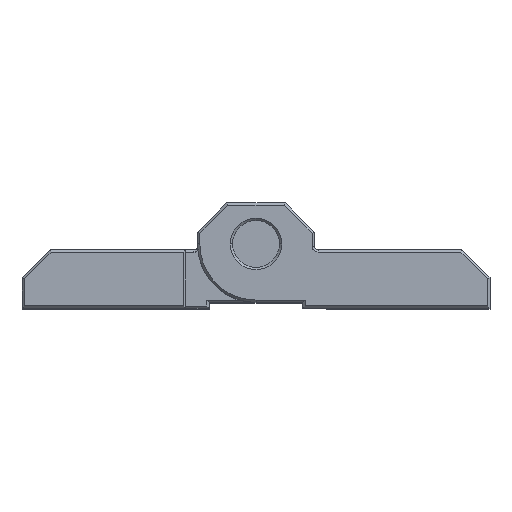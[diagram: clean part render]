
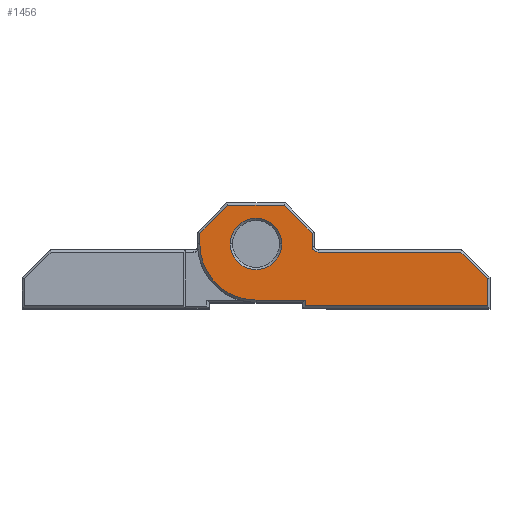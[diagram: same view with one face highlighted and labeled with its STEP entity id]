
A CAD part, top view. The second image highlights one B-rep face of the part: STEP entity #1456.
In plain terms, the highlighted face is planar.
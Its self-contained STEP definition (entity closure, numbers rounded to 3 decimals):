
#10 = CARTESIAN_POINT ( 'NONE',  ( -4.8, 0.917, -20. ) ) ;
#82 = CARTESIAN_POINT ( 'NONE',  ( -4.2, 0., -20. ) ) ;
#96 = VECTOR ( 'NONE', #7880, 1000. ) ;
#137 = VERTEX_POINT ( 'NONE', #5067 ) ;
#207 = VECTOR ( 'NONE', #5231, 1000. ) ;
#220 = VERTEX_POINT ( 'NONE', #6637 ) ;
#231 = CARTESIAN_POINT ( 'NONE',  ( -2.2, 0., -20. ) ) ;
#270 = VERTEX_POINT ( 'NONE', #7243 ) ;
#361 = CARTESIAN_POINT ( 'NONE',  ( 4.8, 0., -20. ) ) ;
#374 = CARTESIAN_POINT ( 'NONE',  ( -2.417, 3.3, -20. ) ) ;
#379 = EDGE_CURVE ( 'NONE', #6797, #137, #6262, .T. ) ;
#490 = DIRECTION ( 'NONE',  ( 1., 0., 0. ) ) ;
#542 = ORIENTED_EDGE ( 'NONE', *, *, #5157, .F. ) ;
#600 = DIRECTION ( 'NONE',  ( 1., 0., 0. ) ) ;
#617 = VERTEX_POINT ( 'NONE', #7138 ) ;
#713 = CARTESIAN_POINT ( 'NONE',  ( 4.8, 0.917, -20. ) ) ;
#741 = CARTESIAN_POINT ( 'NONE',  ( 0., 0., -20. ) ) ;
#774 = CARTESIAN_POINT ( 'NONE',  ( 4.8, 0., -20. ) ) ;
#788 = VERTEX_POINT ( 'NONE', #361 ) ;
#977 = CARTESIAN_POINT ( 'NONE',  ( 0., -0.7, -20. ) ) ;
#1067 = AXIS2_PLACEMENT_3D ( 'NONE', #8129, #7378, #1237 ) ;
#1068 = CARTESIAN_POINT ( 'NONE',  ( -5.3, -0.2, -20. ) ) ;
#1080 = CIRCLE ( 'NONE', #5215, 2.2 ) ;
#1088 = VECTOR ( 'NONE', #5820, 1000. ) ;
#1096 = CARTESIAN_POINT ( 'NONE',  ( 2.2, 0., -20. ) ) ;
#1100 = VECTOR ( 'NONE', #4137, 1000. ) ;
#1236 = EDGE_CURVE ( 'NONE', #788, #4123, #7953, .T. ) ;
#1237 = DIRECTION ( 'NONE',  ( 1., 0., 0. ) ) ;
#1249 = DIRECTION ( 'NONE',  ( -1., 0., 0. ) ) ;
#1294 = ORIENTED_EDGE ( 'NONE', *, *, #5640, .F. ) ;
#1359 = DIRECTION ( 'NONE',  ( -1., 0., 0. ) ) ;
#1401 = EDGE_CURVE ( 'NONE', #7795, #5003, #3570, .T. ) ;
#1456 = ADVANCED_FACE ( 'NONE', ( #7539, #2027 ), #1714, .F. ) ;
#1479 = CIRCLE ( 'NONE', #6447, 0.5 ) ;
#1528 = ORIENTED_EDGE ( 'NONE', *, *, #7027, .F. ) ;
#1714 = PLANE ( 'NONE',  #5743 ) ;
#1805 = ORIENTED_EDGE ( 'NONE', *, *, #6236, .F. ) ;
#1838 = CARTESIAN_POINT ( 'NONE',  ( -5.3, -0.7, -20. ) ) ;
#2027 = FACE_OUTER_BOUND ( 'NONE', #8106, .T. ) ;
#2198 = EDGE_CURVE ( 'NONE', #5740, #617, #4178, .T. ) ;
#2242 = VECTOR ( 'NONE', #600, 1000. ) ;
#2322 = DIRECTION ( 'NONE',  ( 0., 0., 1. ) ) ;
#2332 = LINE ( 'NONE', #82, #7672 ) ;
#2382 = DIRECTION ( 'NONE',  ( -1., 0., 0. ) ) ;
#2519 = LINE ( 'NONE', #374, #5963 ) ;
#2560 = DIRECTION ( 'NONE',  ( -0.707, 0.707, 0. ) ) ;
#2597 = CARTESIAN_POINT ( 'NONE',  ( -19.8, -0.5, -20. ) ) ;
#2666 = ORIENTED_EDGE ( 'NONE', *, *, #1236, .F. ) ;
#2685 = ORIENTED_EDGE ( 'NONE', *, *, #5039, .F. ) ;
#2697 = VECTOR ( 'NONE', #2382, 1000. ) ;
#2905 = DIRECTION ( 'NONE',  ( -0.707, -0.707, 0. ) ) ;
#2908 = LINE ( 'NONE', #2597, #1088 ) ;
#3017 = DIRECTION ( 'NONE',  ( -1., 0., 0. ) ) ;
#3155 = CARTESIAN_POINT ( 'NONE',  ( 0., 0., -20. ) ) ;
#3158 = DIRECTION ( 'NONE',  ( 0., 0., -1. ) ) ;
#3265 = EDGE_CURVE ( 'NONE', #617, #3406, #1479, .T. ) ;
#3300 = VECTOR ( 'NONE', #5956, 1000. ) ;
#3406 = VERTEX_POINT ( 'NONE', #1838 ) ;
#3439 = CARTESIAN_POINT ( 'NONE',  ( -4.8, 0., -20. ) ) ;
#3570 = LINE ( 'NONE', #6062, #2697 ) ;
#3762 = CARTESIAN_POINT ( 'NONE',  ( 0., -4.8, -20. ) ) ;
#3971 = LINE ( 'NONE', #713, #6150 ) ;
#4000 = LINE ( 'NONE', #4789, #1100 ) ;
#4054 = VERTEX_POINT ( 'NONE', #231 ) ;
#4110 = ORIENTED_EDGE ( 'NONE', *, *, #7754, .F. ) ;
#4123 = VERTEX_POINT ( 'NONE', #4604 ) ;
#4137 = DIRECTION ( 'NONE',  ( -0.707, -0.707, 0. ) ) ;
#4178 = LINE ( 'NONE', #3439, #96 ) ;
#4190 = CARTESIAN_POINT ( 'NONE',  ( -20., -5.3, -20. ) ) ;
#4359 = VERTEX_POINT ( 'NONE', #6698 ) ;
#4604 = CARTESIAN_POINT ( 'NONE',  ( 4.8, 0.917, -20. ) ) ;
#4639 = CARTESIAN_POINT ( 'NONE',  ( -19.8, -5.3, -20. ) ) ;
#4751 = ORIENTED_EDGE ( 'NONE', *, *, #1401, .F. ) ;
#4789 = CARTESIAN_POINT ( 'NONE',  ( -17.517, -0.7, -20. ) ) ;
#4793 = EDGE_CURVE ( 'NONE', #3406, #270, #6376, .T. ) ;
#4834 = ORIENTED_EDGE ( 'NONE', *, *, #2198, .F. ) ;
#4858 = DIRECTION ( 'NONE',  ( 0., 0., -1. ) ) ;
#5003 = VERTEX_POINT ( 'NONE', #5262 ) ;
#5039 = EDGE_CURVE ( 'NONE', #220, #6797, #2332, .T. ) ;
#5067 = CARTESIAN_POINT ( 'NONE',  ( 0., -4.8, -20. ) ) ;
#5157 = EDGE_CURVE ( 'NONE', #270, #4359, #4000, .T. ) ;
#5182 = VERTEX_POINT ( 'NONE', #1096 ) ;
#5215 = AXIS2_PLACEMENT_3D ( 'NONE', #3155, #6334, #1249 ) ;
#5231 = DIRECTION ( 'NONE',  ( 0., 1., 0. ) ) ;
#5258 = EDGE_LOOP ( 'NONE', ( #1294, #1805 ) ) ;
#5262 = CARTESIAN_POINT ( 'NONE',  ( -2.417, 3.3, -20. ) ) ;
#5266 = CIRCLE ( 'NONE', #1067, 4.8 ) ;
#5300 = VERTEX_POINT ( 'NONE', #4639 ) ;
#5476 = CARTESIAN_POINT ( 'NONE',  ( 0., 0., -20. ) ) ;
#5477 = DIRECTION ( 'NONE',  ( -1., 0., 0. ) ) ;
#5593 = AXIS2_PLACEMENT_3D ( 'NONE', #741, #3158, #1359 ) ;
#5640 = EDGE_CURVE ( 'NONE', #4054, #5182, #1080, .T. ) ;
#5691 = ORIENTED_EDGE ( 'NONE', *, *, #7450, .T. ) ;
#5713 = DIRECTION ( 'NONE',  ( 0., 1., 0. ) ) ;
#5740 = VERTEX_POINT ( 'NONE', #10 ) ;
#5743 = AXIS2_PLACEMENT_3D ( 'NONE', #5476, #2322, #490 ) ;
#5786 = ORIENTED_EDGE ( 'NONE', *, *, #379, .F. ) ;
#5820 = DIRECTION ( 'NONE',  ( 0., 1., 0. ) ) ;
#5956 = DIRECTION ( 'NONE',  ( -1., 0., 0. ) ) ;
#5963 = VECTOR ( 'NONE', #2905, 1000. ) ;
#6062 = CARTESIAN_POINT ( 'NONE',  ( 0., 3.3, -20. ) ) ;
#6087 = ORIENTED_EDGE ( 'NONE', *, *, #7118, .F. ) ;
#6150 = VECTOR ( 'NONE', #2560, 1000. ) ;
#6236 = EDGE_CURVE ( 'NONE', #5182, #4054, #7528, .T. ) ;
#6262 = LINE ( 'NONE', #3762, #2242 ) ;
#6334 = DIRECTION ( 'NONE',  ( 0., 0., -1. ) ) ;
#6354 = VECTOR ( 'NONE', #5477, 1000. ) ;
#6376 = LINE ( 'NONE', #977, #3300 ) ;
#6447 = AXIS2_PLACEMENT_3D ( 'NONE', #1068, #4858, #3017 ) ;
#6555 = LINE ( 'NONE', #4190, #6354 ) ;
#6624 = ORIENTED_EDGE ( 'NONE', *, *, #3265, .F. ) ;
#6637 = CARTESIAN_POINT ( 'NONE',  ( -4.2, -5.3, -20. ) ) ;
#6698 = CARTESIAN_POINT ( 'NONE',  ( -19.8, -2.983, -20. ) ) ;
#6797 = VERTEX_POINT ( 'NONE', #7695 ) ;
#6920 = CARTESIAN_POINT ( 'NONE',  ( 2.417, 3.3, -20. ) ) ;
#7027 = EDGE_CURVE ( 'NONE', #5003, #5740, #2519, .T. ) ;
#7118 = EDGE_CURVE ( 'NONE', #137, #788, #5266, .T. ) ;
#7138 = CARTESIAN_POINT ( 'NONE',  ( -4.8, -0.2, -20. ) ) ;
#7243 = CARTESIAN_POINT ( 'NONE',  ( -17.517, -0.7, -20. ) ) ;
#7273 = EDGE_CURVE ( 'NONE', #5300, #4359, #2908, .T. ) ;
#7378 = DIRECTION ( 'NONE',  ( 0., 0., 1. ) ) ;
#7450 = EDGE_CURVE ( 'NONE', #220, #5300, #6555, .T. ) ;
#7528 = CIRCLE ( 'NONE', #5593, 2.2 ) ;
#7539 = FACE_BOUND ( 'NONE', #5258, .T. ) ;
#7654 = ORIENTED_EDGE ( 'NONE', *, *, #4793, .F. ) ;
#7672 = VECTOR ( 'NONE', #5713, 1000. ) ;
#7695 = CARTESIAN_POINT ( 'NONE',  ( -4.2, -4.8, -20. ) ) ;
#7754 = EDGE_CURVE ( 'NONE', #4123, #7795, #3971, .T. ) ;
#7795 = VERTEX_POINT ( 'NONE', #6920 ) ;
#7880 = DIRECTION ( 'NONE',  ( 0., -1., 0. ) ) ;
#7922 = ORIENTED_EDGE ( 'NONE', *, *, #7273, .T. ) ;
#7953 = LINE ( 'NONE', #774, #207 ) ;
#8106 = EDGE_LOOP ( 'NONE', ( #5691, #7922, #542, #7654, #6624, #4834, #1528, #4751, #4110, #2666, #6087, #5786, #2685 ) ) ;
#8129 = CARTESIAN_POINT ( 'NONE',  ( 0., 0., -20. ) ) ;
